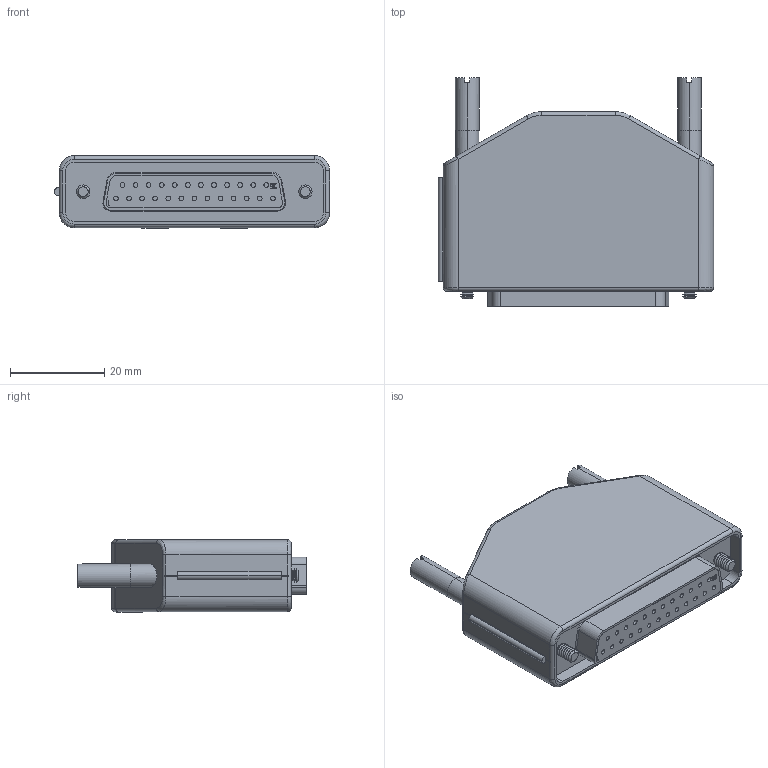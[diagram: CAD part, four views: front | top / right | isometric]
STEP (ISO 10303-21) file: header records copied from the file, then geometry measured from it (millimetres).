
FILE_DESCRIPTION (( 'STEP AP203' ), '1' );
FILE_NAME ('103120.stp', '2016-07-25T16:25:05', ( '' ), ( '' ), 'SwSTEP 2.0', 'SolidWorks 2012', '' );
FILE_SCHEMA (( 'CONFIG_CONTROL_DESIGN' ));
Length unit declared in the file: inch
Products named in the file (1): 103120
Bounding box: 58.27 x 48.42 x 15.37 mm (x, y, z)
Volume: 30143.1 mm3; surface area: 8264.3 mm2
Topology: 1 solids, 1 shells, 353 faces, 807 edges, 498 vertices
Faces by surface type: cylinder 130, plane 128, cone 64, bspline 31
Entity records: 11839 total; most frequent: CARTESIAN_POINT 3781, DIRECTION 1704, ORIENTED_EDGE 1614, EDGE_CURVE 807, AXIS2_PLACEMENT_3D 630, VERTEX_POINT 498, LINE 444, VECTOR 444
